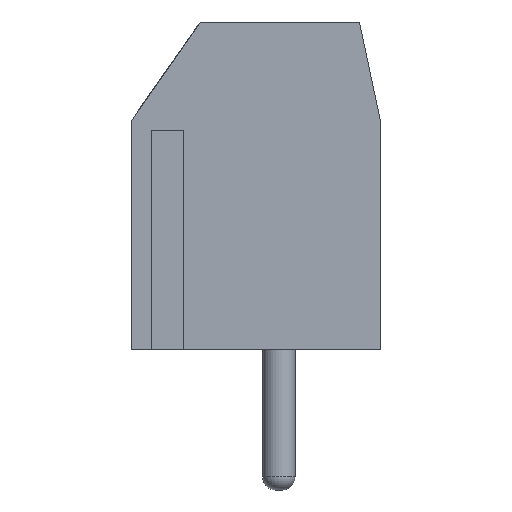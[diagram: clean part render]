
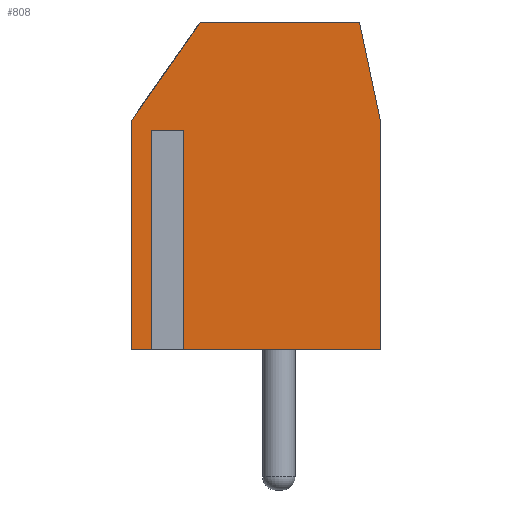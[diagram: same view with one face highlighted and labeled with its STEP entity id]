
A CAD part, left-side view. The second image highlights one B-rep face of the part: STEP entity #808.
In plain terms, the highlighted planar face has unit normal (-1, 0, 0).
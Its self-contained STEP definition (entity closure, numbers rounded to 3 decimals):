
#808=ADVANCED_FACE('',(#2631),#2633,.T.);
#2631=FACE_BOUND('',#2632,.T.);
#2632=EDGE_LOOP('',(#4141,#4142,#4143,#4144,#4145,#4146,#4147,#4148,#4149,#4150));
#2633=PLANE('',#2634);
#2634=AXIS2_PLACEMENT_3D('',#2635,#2636,#2637);
#2635=CARTESIAN_POINT('',(-2.5,0.,0.));
#2636=DIRECTION('',(-1.,0.,0.));
#2637=DIRECTION('',(0.,0.,-1.));
#4141=ORIENTED_EDGE('',*,*,#5086,.F.);
#4142=ORIENTED_EDGE('',*,*,#5087,.F.);
#4143=ORIENTED_EDGE('',*,*,#5088,.F.);
#4144=ORIENTED_EDGE('',*,*,#5089,.T.);
#4145=ORIENTED_EDGE('',*,*,#5090,.T.);
#4146=ORIENTED_EDGE('',*,*,#5091,.T.);
#4147=ORIENTED_EDGE('',*,*,#5009,.T.);
#4148=ORIENTED_EDGE('',*,*,#5079,.T.);
#4149=ORIENTED_EDGE('',*,*,#5092,.T.);
#4150=ORIENTED_EDGE('',*,*,#5093,.T.);
#5009=EDGE_CURVE('',#5502,#5500,#5503,.T.);
#5079=EDGE_CURVE('',#5500,#5622,#5624,.T.);
#5086=EDGE_CURVE('',#5637,#5638,#5639,.T.);
#5087=EDGE_CURVE('',#5640,#5637,#5641,.F.);
#5088=EDGE_CURVE('',#5642,#5640,#5643,.T.);
#5089=EDGE_CURVE('',#5642,#5644,#5645,.T.);
#5090=EDGE_CURVE('',#5644,#5646,#5647,.T.);
#5091=EDGE_CURVE('',#5646,#5502,#5648,.T.);
#5092=EDGE_CURVE('',#5622,#5649,#5650,.T.);
#5093=EDGE_CURVE('',#5649,#5638,#5651,.T.);
#5500=VERTEX_POINT('',#6328);
#5502=VERTEX_POINT('',#6332);
#5503=LINE('',#6333,#6334);
#5622=VERTEX_POINT('',#6596);
#5624=LINE('',#6600,#6601);
#5637=VERTEX_POINT('',#6651);
#5638=VERTEX_POINT('',#6652);
#5639=LINE('',#6653,#6654);
#5640=VERTEX_POINT('',#6656);
#5641=LINE('',#6657,#6658);
#5642=VERTEX_POINT('',#6660);
#5643=LINE('',#6661,#6662);
#5644=VERTEX_POINT('',#6664);
#5645=LINE('',#6665,#6666);
#5646=VERTEX_POINT('',#6668);
#5647=LINE('',#6669,#6670);
#5648=LINE('',#6672,#6673);
#5649=VERTEX_POINT('',#6675);
#5650=LINE('',#6676,#6677);
#5651=LINE('',#6679,#6680);
#6328=CARTESIAN_POINT('',(-2.5,2.399,10.));
#6332=CARTESIAN_POINT('',(-2.5,-2.462,10.));
#6333=CARTESIAN_POINT('',(-2.5,-2.462,10.));
#6334=VECTOR('',#6335,1.);
#6335=DIRECTION('',(0.,1.,0.));
#6596=CARTESIAN_POINT('',(-2.5,4.5,7.));
#6600=CARTESIAN_POINT('',(-2.5,2.399,10.));
#6601=VECTOR('',#6602,1.);
#6602=DIRECTION('',(0.,0.574,-0.819));
#6651=CARTESIAN_POINT('',(-2.5,3.739,6.7));
#6652=CARTESIAN_POINT('',(-2.5,3.739,0.));
#6653=CARTESIAN_POINT('',(-2.5,3.739,6.7));
#6654=VECTOR('',#6655,1.);
#6655=DIRECTION('',(0.,0.,-1.));
#6656=CARTESIAN_POINT('',(-2.5,3.061,6.7));
#6657=CARTESIAN_POINT('',(-2.5,3.739,6.7));
#6658=VECTOR('',#6659,1.);
#6659=DIRECTION('',(0.,-1.,0.));
#6660=CARTESIAN_POINT('',(-2.5,3.061,0.));
#6661=CARTESIAN_POINT('',(-2.5,3.061,0.));
#6662=VECTOR('',#6663,1.);
#6663=DIRECTION('',(0.,0.,1.));
#6664=CARTESIAN_POINT('',(-2.5,-3.1,0.));
#6665=CARTESIAN_POINT('',(-2.5,3.061,0.));
#6666=VECTOR('',#6667,1.);
#6667=DIRECTION('',(0.,-1.,0.));
#6668=CARTESIAN_POINT('',(-2.5,-3.1,7.));
#6669=CARTESIAN_POINT('',(-2.5,-3.1,0.));
#6670=VECTOR('',#6671,1.);
#6671=DIRECTION('',(0.,0.,1.));
#6672=CARTESIAN_POINT('',(-2.5,-3.1,7.));
#6673=VECTOR('',#6674,1.);
#6674=DIRECTION('',(0.,0.208,0.978));
#6675=CARTESIAN_POINT('',(-2.5,4.5,0.));
#6676=CARTESIAN_POINT('',(-2.5,4.5,7.));
#6677=VECTOR('',#6678,1.);
#6678=DIRECTION('',(0.,0.,-1.));
#6679=CARTESIAN_POINT('',(-2.5,4.5,0.));
#6680=VECTOR('',#6681,1.);
#6681=DIRECTION('',(0.,-1.,0.));
